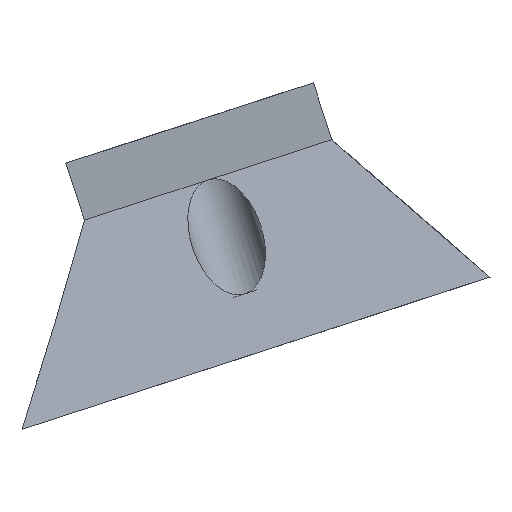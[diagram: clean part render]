
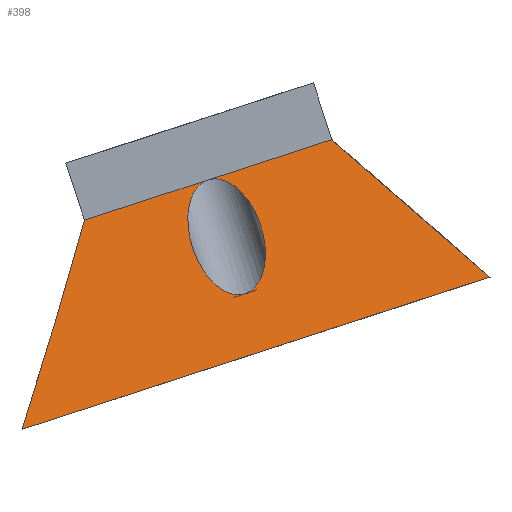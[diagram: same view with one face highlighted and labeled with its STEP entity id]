
A CAD part, left-side view. The second image highlights one B-rep face of the part: STEP entity #398.
In plain terms, the highlighted planar face has unit normal (-0.857, 0.159, 0.49).
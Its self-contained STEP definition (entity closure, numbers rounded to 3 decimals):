
#19=B_SPLINE_CURVE_WITH_KNOTS('',3,(#694,#695,#696,#697,#698,#699),
 .UNSPECIFIED.,.F.,.F.,(4,2,4),(0.,0.975,2.026),
 .UNSPECIFIED.);
#26=ELLIPSE('',#429,5.825,3.);
#27=ELLIPSE('',#430,5.825,3.);
#45=PLANE('',#454);
#66=FACE_OUTER_BOUND('',#93,.T.);
#93=EDGE_LOOP('',(#313,#314,#315,#316,#317,#318,#319));
#118=LINE('',#690,#145);
#119=LINE('',#692,#146);
#120=LINE('',#701,#147);
#121=LINE('',#702,#148);
#145=VECTOR('',#539,10.);
#146=VECTOR('',#540,10.);
#147=VECTOR('',#541,10.);
#148=VECTOR('',#542,10.);
#181=VERTEX_POINT('',#584);
#182=VERTEX_POINT('',#585);
#198=VERTEX_POINT('',#689);
#199=VERTEX_POINT('',#691);
#200=VERTEX_POINT('',#693);
#201=VERTEX_POINT('',#700);
#216=EDGE_CURVE('',#181,#182,#26,.T.);
#217=EDGE_CURVE('',#182,#181,#27,.T.);
#241=EDGE_CURVE('',#198,#181,#118,.T.);
#242=EDGE_CURVE('',#181,#199,#119,.T.);
#243=EDGE_CURVE('',#200,#199,#19,.T.);
#244=EDGE_CURVE('',#200,#201,#120,.T.);
#245=EDGE_CURVE('',#201,#198,#121,.T.);
#313=ORIENTED_EDGE('',*,*,#241,.T.);
#314=ORIENTED_EDGE('',*,*,#216,.T.);
#315=ORIENTED_EDGE('',*,*,#217,.T.);
#316=ORIENTED_EDGE('',*,*,#242,.T.);
#317=ORIENTED_EDGE('',*,*,#243,.F.);
#318=ORIENTED_EDGE('',*,*,#244,.T.);
#319=ORIENTED_EDGE('',*,*,#245,.T.);
#398=ADVANCED_FACE('',(#66),#45,.T.);
#429=AXIS2_PLACEMENT_3D('',#586,#479,#480);
#430=AXIS2_PLACEMENT_3D('',#587,#481,#482);
#454=AXIS2_PLACEMENT_3D('',#688,#537,#538);
#479=DIRECTION('center_axis',(0.857,-0.159,-0.49));
#480=DIRECTION('ref_axis',(0.515,0.265,0.815));
#481=DIRECTION('center_axis',(0.857,-0.159,-0.49));
#482=DIRECTION('ref_axis',(0.515,0.265,0.815));
#537=DIRECTION('center_axis',(-0.857,0.159,0.49));
#538=DIRECTION('ref_axis',(0.,-0.951,0.309));
#539=DIRECTION('',(0.,0.951,-0.309));
#540=DIRECTION('',(0.,0.951,-0.309));
#541=DIRECTION('',(0.,-0.951,0.309));
#542=DIRECTION('',(0.458,0.671,0.583));
#584=CARTESIAN_POINT('',(-15.987,-34.496,68.443));
#585=CARTESIAN_POINT('',(-21.987,-37.581,58.946));
#586=CARTESIAN_POINT('Origin',(-18.987,-36.039,63.695));
#587=CARTESIAN_POINT('Origin',(-18.987,-36.039,63.695));
#688=CARTESIAN_POINT('Origin',(-25.,-58.037,60.32));
#689=CARTESIAN_POINT('',(-15.987,-44.83,71.801));
#690=CARTESIAN_POINT('',(-15.987,-42.539,71.056));
#691=CARTESIAN_POINT('',(-15.987,-24.162,65.085));
#692=CARTESIAN_POINT('',(-15.987,-42.539,71.056));
#693=CARTESIAN_POINT('',(-25.,-18.947,47.619));
#694=CARTESIAN_POINT('Ctrl Pts',(-25.,-18.947,47.619));
#695=CARTESIAN_POINT('Ctrl Pts',(-23.58,-19.854,50.398));
#696=CARTESIAN_POINT('Ctrl Pts',(-22.128,-20.729,53.224));
#697=CARTESIAN_POINT('Ctrl Pts',(-19.135,-22.458,59.023));
#698=CARTESIAN_POINT('Ctrl Pts',(-17.556,-23.328,62.069));
#699=CARTESIAN_POINT('Ctrl Pts',(-15.987,-24.162,65.085));
#700=CARTESIAN_POINT('',(-25.,-58.037,60.32));
#701=CARTESIAN_POINT('',(-25.,-47.174,56.791));
#702=CARTESIAN_POINT('',(-19.759,-50.356,66.996));
